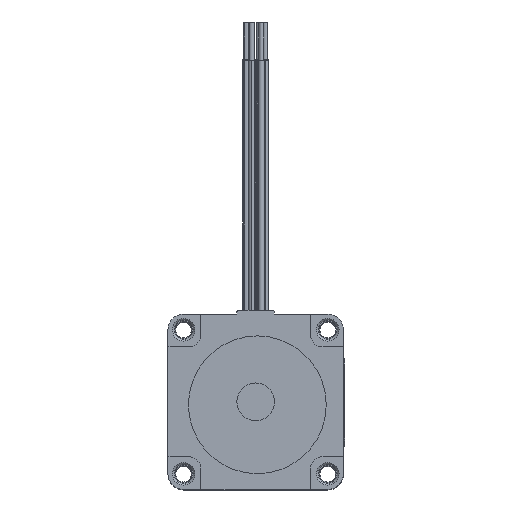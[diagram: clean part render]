
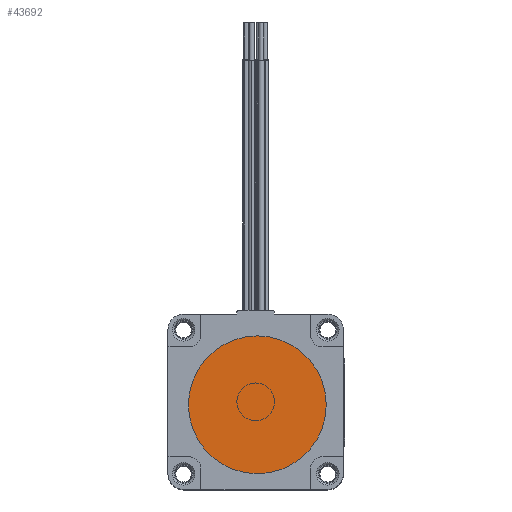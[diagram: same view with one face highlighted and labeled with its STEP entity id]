
A CAD part, top view. The second image highlights one B-rep face of the part: STEP entity #43692.
In plain terms, the highlighted planar face has unit normal (0, 0, 1).
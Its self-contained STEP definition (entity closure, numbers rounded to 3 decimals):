
#10089=PLANE('',#48110);
#13503=FACE_OUTER_BOUND('',#15972,.T.);
#15972=EDGE_LOOP('',(#41167));
#17945=CIRCLE('',#48107,11.);
#22185=VERTEX_POINT('',#84587);
#28512=EDGE_CURVE('',#22185,#22185,#17945,.T.);
#41167=ORIENTED_EDGE('',*,*,#28512,.T.);
#43692=ADVANCED_FACE('',(#13503),#10089,.T.);
#48107=AXIS2_PLACEMENT_3D('',#84588,#61112,#61113);
#48110=AXIS2_PLACEMENT_3D('',#84592,#61118,#61119);
#61112=DIRECTION('center_axis',(0.,0.,1.));
#61113=DIRECTION('ref_axis',(-1.,0.,0.));
#61118=DIRECTION('center_axis',(0.,0.,1.));
#61119=DIRECTION('ref_axis',(1.,0.,0.));
#84587=CARTESIAN_POINT('',(11.,0.,0.05));
#84588=CARTESIAN_POINT('Origin',(0.,0.,0.05));
#84592=CARTESIAN_POINT('Origin',(0.,0.,
0.05));
